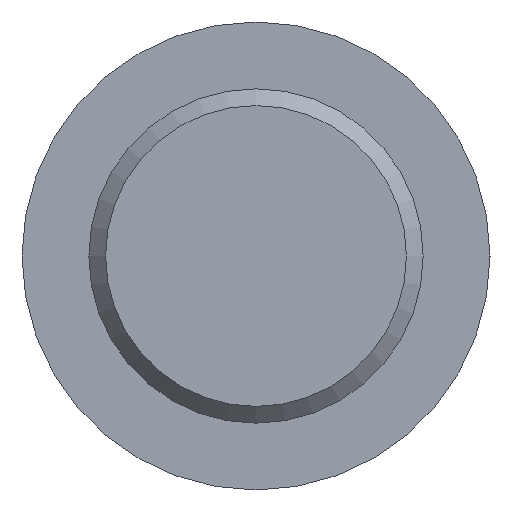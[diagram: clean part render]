
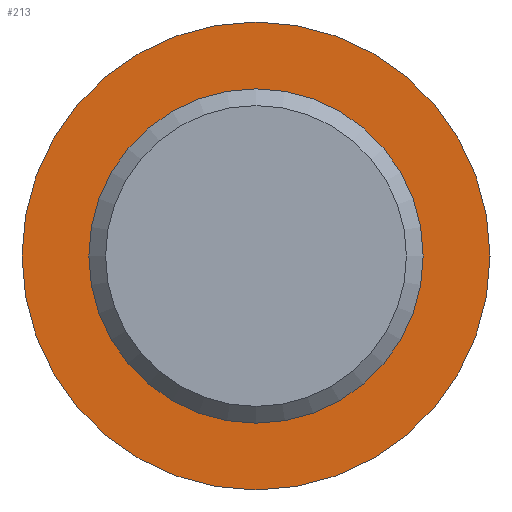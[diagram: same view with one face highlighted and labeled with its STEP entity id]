
A CAD part, left-side view. The second image highlights one B-rep face of the part: STEP entity #213.
In plain terms, the highlighted planar face has unit normal (-1, 0, 0).
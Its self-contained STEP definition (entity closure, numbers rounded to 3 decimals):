
#76=CARTESIAN_POINT('',(33.,2.5,0.));
#77=VERTEX_POINT('',#76);
#78=CARTESIAN_POINT('',(33.,0.,0.));
#79=DIRECTION('',(-0.,1.,0.));
#80=DIRECTION('',(-1.,0.,0.));
#81=AXIS2_PLACEMENT_3D('',#78,#80,#79);
#82=CIRCLE('',#81,2.5);
#83=EDGE_CURVE('',#77,#77,#82,.T.);
#194=CARTESIAN_POINT('',(33.,0.,0.));
#195=DIRECTION('',(0.,0.,1.));
#196=DIRECTION('',(-1.,0.,0.));
#197=AXIS2_PLACEMENT_3D('',#194,#196,#195);
#198=PLANE('',#197);
#199=CARTESIAN_POINT('',(33.,3.5,0.));
#200=VERTEX_POINT('',#199);
#201=CARTESIAN_POINT('',(33.,0.,0.));
#202=DIRECTION('',(-0.,1.,0.));
#203=DIRECTION('',(-1.,0.,0.));
#204=AXIS2_PLACEMENT_3D('',#201,#203,#202);
#205=CIRCLE('',#204,3.5);
#206=EDGE_CURVE('',#200,#200,#205,.T.);
#207=ORIENTED_EDGE('E15',*,*,#206,.T.);
#208=EDGE_LOOP('',(#207));
#209=FACE_OUTER_BOUND('',#208,.T.);
#210=ORIENTED_EDGE('',*,*,#83,.F.);
#211=EDGE_LOOP('',(#210));
#212=FACE_BOUND('',#211,.T.);
#213=ADVANCED_FACE('F7',(#209,#212),#198,.T.);
